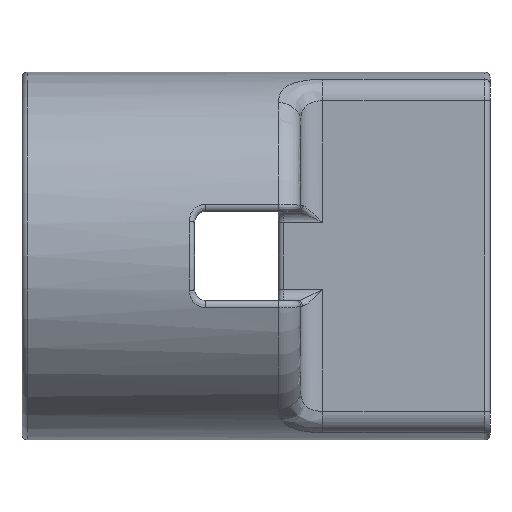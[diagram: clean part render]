
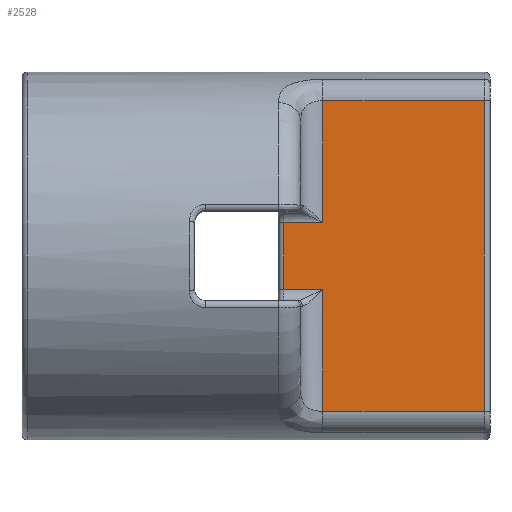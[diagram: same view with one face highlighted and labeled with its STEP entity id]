
A CAD part, left-side view. The second image highlights one B-rep face of the part: STEP entity #2528.
In plain terms, the highlighted planar face has unit normal (-1, 0, 0).
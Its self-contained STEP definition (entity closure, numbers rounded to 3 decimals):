
#150=PLANE('',#2738);
#180=LINE('',#3835,#308);
#182=LINE('',#3848,#310);
#183=LINE('',#3850,#311);
#184=LINE('',#3852,#312);
#185=LINE('',#3854,#313);
#186=LINE('',#3856,#314);
#187=LINE('',#3858,#315);
#188=LINE('',#3859,#316);
#308=VECTOR('',#3075,10.);
#310=VECTOR('',#3093,10.);
#311=VECTOR('',#3094,10.);
#312=VECTOR('',#3095,10.);
#313=VECTOR('',#3096,10.);
#314=VECTOR('',#3097,10.);
#315=VECTOR('',#3098,10.);
#316=VECTOR('',#3099,10.);
#505=FACE_OUTER_BOUND('',#672,.T.);
#672=EDGE_LOOP('',(#1700,#1701,#1702,#1703,#1704,#1705,#1706,#1707));
#1033=VERTEX_POINT('',#3827);
#1035=VERTEX_POINT('',#3833);
#1038=VERTEX_POINT('',#3847);
#1039=VERTEX_POINT('',#3849);
#1040=VERTEX_POINT('',#3851);
#1041=VERTEX_POINT('',#3853);
#1042=VERTEX_POINT('',#3855);
#1043=VERTEX_POINT('',#3857);
#1277=EDGE_CURVE('',#1035,#1033,#180,.T.);
#1284=EDGE_CURVE('',#1038,#1035,#182,.T.);
#1285=EDGE_CURVE('',#1039,#1038,#183,.T.);
#1286=EDGE_CURVE('',#1040,#1039,#184,.T.);
#1287=EDGE_CURVE('',#1041,#1040,#185,.T.);
#1288=EDGE_CURVE('',#1042,#1041,#186,.T.);
#1289=EDGE_CURVE('',#1043,#1042,#187,.T.);
#1290=EDGE_CURVE('',#1033,#1043,#188,.T.);
#1700=ORIENTED_EDGE('',*,*,#1277,.F.);
#1701=ORIENTED_EDGE('',*,*,#1284,.F.);
#1702=ORIENTED_EDGE('',*,*,#1285,.F.);
#1703=ORIENTED_EDGE('',*,*,#1286,.F.);
#1704=ORIENTED_EDGE('',*,*,#1287,.F.);
#1705=ORIENTED_EDGE('',*,*,#1288,.F.);
#1706=ORIENTED_EDGE('',*,*,#1289,.F.);
#1707=ORIENTED_EDGE('',*,*,#1290,.F.);
#2528=ADVANCED_FACE('',(#505),#150,.T.);
#2738=AXIS2_PLACEMENT_3D('',#3846,#3091,#3092);
#3075=DIRECTION('',(0.,0.,-1.));
#3091=DIRECTION('center_axis',(-1.,0.,0.));
#3092=DIRECTION('ref_axis',(0.,0.,1.));
#3093=DIRECTION('',(0.,-1.,0.));
#3094=DIRECTION('',(0.,0.,1.));
#3095=DIRECTION('',(0.,-1.,0.));
#3096=DIRECTION('',(0.,0.,1.));
#3097=DIRECTION('',(0.,1.,0.));
#3098=DIRECTION('',(0.,0.,1.));
#3099=DIRECTION('',(0.,1.,0.));
#3827=CARTESIAN_POINT('',(-12.,0.5,-27.937));
#3833=CARTESIAN_POINT('',(-12.,0.5,-0.063));
#3835=CARTESIAN_POINT('',(-12.,0.5,-21.685));
#3846=CARTESIAN_POINT('Origin',(-12.,0.,-29.37));
#3847=CARTESIAN_POINT('',(-12.,15.,-0.063));
#3848=CARTESIAN_POINT('',(-12.,0.,-0.063));
#3849=CARTESIAN_POINT('',(-12.,15.,-11.));
#3850=CARTESIAN_POINT('',(-12.,15.,-21.685));
#3851=CARTESIAN_POINT('',(-12.,18.5,-11.));
#3852=CARTESIAN_POINT('',(-12.,9.5,-11.));
#3853=CARTESIAN_POINT('',(-12.,18.5,-17.));
#3854=CARTESIAN_POINT('',(-12.,18.5,-21.685));
#3855=CARTESIAN_POINT('',(-12.,15.,-17.));
#3856=CARTESIAN_POINT('',(-12.,9.5,-17.));
#3857=CARTESIAN_POINT('',(-12.,15.,-27.937));
#3858=CARTESIAN_POINT('',(-12.,15.,-21.685));
#3859=CARTESIAN_POINT('',(-12.,0.,-27.937));
